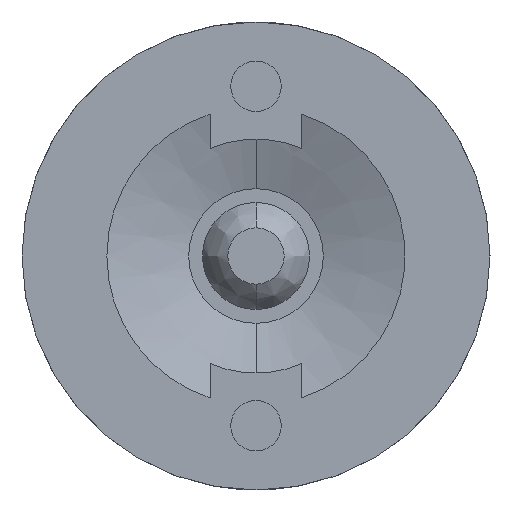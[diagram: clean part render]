
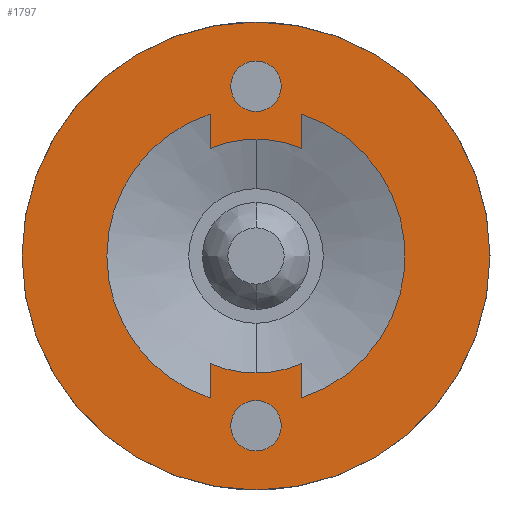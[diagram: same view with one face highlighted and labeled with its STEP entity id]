
A CAD part, front view. The second image highlights one B-rep face of the part: STEP entity #1797.
In plain terms, the highlighted planar face has unit normal (0, -1, 0).
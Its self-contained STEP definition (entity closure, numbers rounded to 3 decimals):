
#29 = CARTESIAN_POINT ( 'NONE',  ( 0., -95., -25.5 ) ) ;
#30 = CARTESIAN_POINT ( 'NONE',  ( 0., -95., 37. ) ) ;
#39 = EDGE_CURVE ( 'NONE', #1841, #909, #837, .T. ) ;
#42 = CARTESIAN_POINT ( 'NONE',  ( 0., -95., -37. ) ) ;
#44 = CIRCLE ( 'NONE', #211, 51. ) ;
#49 = VERTEX_POINT ( 'NONE', #95 ) ;
#94 = DIRECTION ( 'NONE',  ( 0., 0., 1. ) ) ;
#95 = CARTESIAN_POINT ( 'NONE',  ( -10., -95., 23.457 ) ) ;
#132 = DIRECTION ( 'NONE',  ( 0., -1., 0. ) ) ;
#133 = DIRECTION ( 'NONE',  ( 0., -1., 0. ) ) ;
#158 = CIRCLE ( 'NONE', #2142, 51. ) ;
#163 = ORIENTED_EDGE ( 'NONE', *, *, #2196, .F. ) ;
#190 = DIRECTION ( 'NONE',  ( 0., -1., 0. ) ) ;
#199 = DIRECTION ( 'NONE',  ( 0., -1., 0. ) ) ;
#211 = AXIS2_PLACEMENT_3D ( 'NONE', #2160, #560, #2183 ) ;
#218 = CARTESIAN_POINT ( 'NONE',  ( 0., -95., 0. ) ) ;
#261 = AXIS2_PLACEMENT_3D ( 'NONE', #494, #279, #1905 ) ;
#279 = DIRECTION ( 'NONE',  ( 0., -1., 0. ) ) ;
#323 = DIRECTION ( 'NONE',  ( 0., 1., 0. ) ) ;
#324 = EDGE_LOOP ( 'NONE', ( #2407, #1719 ) ) ;
#349 = VERTEX_POINT ( 'NONE', #29 ) ;
#378 = EDGE_CURVE ( 'NONE', #909, #1930, #2422, .T. ) ;
#392 = DIRECTION ( 'NONE',  ( 0., 0., -1. ) ) ;
#413 = DIRECTION ( 'NONE',  ( -1., 0., 0. ) ) ;
#425 = ORIENTED_EDGE ( 'NONE', *, *, #2438, .F. ) ;
#450 = VERTEX_POINT ( 'NONE', #874 ) ;
#486 = EDGE_CURVE ( 'NONE', #2367, #731, #2012, .T. ) ;
#494 = CARTESIAN_POINT ( 'NONE',  ( 0., -95., 0. ) ) ;
#530 = ORIENTED_EDGE ( 'NONE', *, *, #2587, .F. ) ;
#560 = DIRECTION ( 'NONE',  ( 0., -1., 0. ) ) ;
#579 = FACE_BOUND ( 'NONE', #716, .T. ) ;
#595 = EDGE_CURVE ( 'NONE', #2490, #2367, #2139, .T. ) ;
#606 = CARTESIAN_POINT ( 'NONE',  ( 0., -95., 0. ) ) ;
#642 = DIRECTION ( 'NONE',  ( 0., 0., 1. ) ) ;
#709 = CARTESIAN_POINT ( 'NONE',  ( 0., -95., -42.5 ) ) ;
#716 = EDGE_LOOP ( 'NONE', ( #999, #1682 ) ) ;
#722 = PLANE ( 'NONE',  #2320 ) ;
#731 = VERTEX_POINT ( 'NONE', #2261 ) ;
#774 = FACE_OUTER_BOUND ( 'NONE', #1825, .T. ) ;
#776 = CARTESIAN_POINT ( 'NONE',  ( 10., -95., 0. ) ) ;
#788 = LINE ( 'NONE', #776, #1313 ) ;
#808 = DIRECTION ( 'NONE',  ( 0., -1., 0. ) ) ;
#834 = DIRECTION ( 'NONE',  ( 0., 0., -1. ) ) ;
#837 = CIRCLE ( 'NONE', #1852, 32.5 ) ;
#874 = CARTESIAN_POINT ( 'NONE',  ( 51., -95., 0. ) ) ;
#894 = EDGE_CURVE ( 'NONE', #1834, #450, #158, .T. ) ;
#906 = EDGE_CURVE ( 'NONE', #49, #2490, #1069, .T. ) ;
#909 = VERTEX_POINT ( 'NONE', #2023 ) ;
#926 = CARTESIAN_POINT ( 'NONE',  ( 53.084, -95., 53.04 ) ) ;
#950 = FACE_BOUND ( 'NONE', #1916, .T. ) ;
#977 = DIRECTION ( 'NONE',  ( 0., -1., 0. ) ) ;
#999 = ORIENTED_EDGE ( 'NONE', *, *, #1016, .F. ) ;
#1016 = EDGE_CURVE ( 'NONE', #2031, #2050, #2018, .T. ) ;
#1047 = AXIS2_PLACEMENT_3D ( 'NONE', #1474, #1277, #1654 ) ;
#1050 = LINE ( 'NONE', #2446, #1444 ) ;
#1053 = DIRECTION ( 'NONE',  ( 0., 0., -1. ) ) ;
#1069 = LINE ( 'NONE', #2450, #2313 ) ;
#1089 = CIRCLE ( 'NONE', #1975, 5.5 ) ;
#1097 = CARTESIAN_POINT ( 'NONE',  ( 0., -95., 0. ) ) ;
#1107 = DIRECTION ( 'NONE',  ( -1., 0., 0. ) ) ;
#1141 = DIRECTION ( 'NONE',  ( 0., 0., -1. ) ) ;
#1184 = EDGE_CURVE ( 'NONE', #450, #1834, #44, .T. ) ;
#1192 = CIRCLE ( 'NONE', #2291, 25.5 ) ;
#1195 = CARTESIAN_POINT ( 'NONE',  ( 0., -95., 0. ) ) ;
#1196 = ORIENTED_EDGE ( 'NONE', *, *, #378, .F. ) ;
#1204 = DIRECTION ( 'NONE',  ( -1., 0., 0. ) ) ;
#1218 = ORIENTED_EDGE ( 'NONE', *, *, #1773, .F. ) ;
#1277 = DIRECTION ( 'NONE',  ( 0., -1., 0. ) ) ;
#1284 = EDGE_CURVE ( 'NONE', #2050, #2031, #1089, .T. ) ;
#1288 = EDGE_CURVE ( 'NONE', #2239, #1727, #1854, .T. ) ;
#1313 = VECTOR ( 'NONE', #392, 1000. ) ;
#1352 = CARTESIAN_POINT ( 'NONE',  ( -51., -95., 0. ) ) ;
#1366 = FACE_BOUND ( 'NONE', #324, .T. ) ;
#1380 = EDGE_CURVE ( 'NONE', #1727, #2239, #2184, .T. ) ;
#1405 = CARTESIAN_POINT ( 'NONE',  ( 0., -95., 0. ) ) ;
#1422 = ORIENTED_EDGE ( 'NONE', *, *, #1184, .T. ) ;
#1433 = DIRECTION ( 'NONE',  ( 0., 0., 1. ) ) ;
#1444 = VECTOR ( 'NONE', #1676, 1000. ) ;
#1471 = CARTESIAN_POINT ( 'NONE',  ( -10., -95., -23.457 ) ) ;
#1474 = CARTESIAN_POINT ( 'NONE',  ( 0., -95., 37. ) ) ;
#1488 = CARTESIAN_POINT ( 'NONE',  ( 0., -95., 0. ) ) ;
#1502 = DIRECTION ( 'NONE',  ( -1., 0., 0. ) ) ;
#1586 = ORIENTED_EDGE ( 'NONE', *, *, #486, .F. ) ;
#1626 = ORIENTED_EDGE ( 'NONE', *, *, #2005, .F. ) ;
#1654 = DIRECTION ( 'NONE',  ( 0., 0., -1. ) ) ;
#1667 = ORIENTED_EDGE ( 'NONE', *, *, #39, .F. ) ;
#1676 = DIRECTION ( 'NONE',  ( 0., 0., 1. ) ) ;
#1682 = ORIENTED_EDGE ( 'NONE', *, *, #1284, .F. ) ;
#1703 = DIRECTION ( 'NONE',  ( 0., -1., 0. ) ) ;
#1711 = CARTESIAN_POINT ( 'NONE',  ( -32.5, -95., 0. ) ) ;
#1719 = ORIENTED_EDGE ( 'NONE', *, *, #1380, .F. ) ;
#1727 = VERTEX_POINT ( 'NONE', #709 ) ;
#1766 = CARTESIAN_POINT ( 'NONE',  ( 10., -95., -30.923 ) ) ;
#1769 = AXIS2_PLACEMENT_3D ( 'NONE', #606, #977, #1965 ) ;
#1773 = EDGE_CURVE ( 'NONE', #2181, #349, #1936, .T. ) ;
#1797 = ADVANCED_FACE ( 'NONE', ( #579, #1366, #950, #774 ), #722, .F. ) ;
#1800 = DIRECTION ( 'NONE',  ( 0., 0., -1. ) ) ;
#1825 = EDGE_LOOP ( 'NONE', ( #2554, #1422 ) ) ;
#1834 = VERTEX_POINT ( 'NONE', #1352 ) ;
#1841 = VERTEX_POINT ( 'NONE', #1766 ) ;
#1846 = AXIS2_PLACEMENT_3D ( 'NONE', #1488, #133, #1502 ) ;
#1852 = AXIS2_PLACEMENT_3D ( 'NONE', #218, #808, #413 ) ;
#1854 = CIRCLE ( 'NONE', #2395, 5.5 ) ;
#1874 = CARTESIAN_POINT ( 'NONE',  ( 0., -95., -31.5 ) ) ;
#1898 = CARTESIAN_POINT ( 'NONE',  ( 0., -95., -37. ) ) ;
#1905 = DIRECTION ( 'NONE',  ( 0., 0., -1. ) ) ;
#1916 = EDGE_LOOP ( 'NONE', ( #530, #1196, #1667, #425, #1626, #1218, #163, #1586, #1997, #2312 ) ) ;
#1930 = VERTEX_POINT ( 'NONE', #2579 ) ;
#1936 = CIRCLE ( 'NONE', #261, 25.5 ) ;
#1961 = CARTESIAN_POINT ( 'NONE',  ( 0., -95., 31.5 ) ) ;
#1965 = DIRECTION ( 'NONE',  ( -1., 0., 0. ) ) ;
#1966 = VECTOR ( 'NONE', #1053, 1000. ) ;
#1975 = AXIS2_PLACEMENT_3D ( 'NONE', #30, #2059, #834 ) ;
#1997 = ORIENTED_EDGE ( 'NONE', *, *, #595, .F. ) ;
#2005 = EDGE_CURVE ( 'NONE', #349, #2461, #2027, .T. ) ;
#2011 = CARTESIAN_POINT ( 'NONE',  ( 10., -95., -23.457 ) ) ;
#2012 = CIRCLE ( 'NONE', #1846, 32.5 ) ;
#2018 = CIRCLE ( 'NONE', #1047, 5.5 ) ;
#2019 = DIRECTION ( 'NONE',  ( 0., -1., 0. ) ) ;
#2023 = CARTESIAN_POINT ( 'NONE',  ( 10., -95., 30.923 ) ) ;
#2027 = CIRCLE ( 'NONE', #2559, 25.5 ) ;
#2031 = VERTEX_POINT ( 'NONE', #1961 ) ;
#2050 = VERTEX_POINT ( 'NONE', #2363 ) ;
#2059 = DIRECTION ( 'NONE',  ( 0., -1., 0. ) ) ;
#2139 = CIRCLE ( 'NONE', #1769, 32.5 ) ;
#2142 = AXIS2_PLACEMENT_3D ( 'NONE', #1405, #199, #1204 ) ;
#2160 = CARTESIAN_POINT ( 'NONE',  ( 0., -95., 0. ) ) ;
#2181 = VERTEX_POINT ( 'NONE', #1471 ) ;
#2183 = DIRECTION ( 'NONE',  ( -1., 0., 0. ) ) ;
#2184 = CIRCLE ( 'NONE', #2276, 5.5 ) ;
#2196 = EDGE_CURVE ( 'NONE', #731, #2181, #1050, .T. ) ;
#2239 = VERTEX_POINT ( 'NONE', #1874 ) ;
#2255 = CARTESIAN_POINT ( 'NONE',  ( 10., -95., 0. ) ) ;
#2261 = CARTESIAN_POINT ( 'NONE',  ( -10., -95., -30.923 ) ) ;
#2276 = AXIS2_PLACEMENT_3D ( 'NONE', #1898, #1703, #94 ) ;
#2291 = AXIS2_PLACEMENT_3D ( 'NONE', #1097, #132, #1107 ) ;
#2312 = ORIENTED_EDGE ( 'NONE', *, *, #906, .F. ) ;
#2313 = VECTOR ( 'NONE', #1433, 1000. ) ;
#2320 = AXIS2_PLACEMENT_3D ( 'NONE', #926, #323, #1141 ) ;
#2363 = CARTESIAN_POINT ( 'NONE',  ( 0., -95., 42.5 ) ) ;
#2367 = VERTEX_POINT ( 'NONE', #1711 ) ;
#2380 = CARTESIAN_POINT ( 'NONE',  ( -10., -95., 30.923 ) ) ;
#2395 = AXIS2_PLACEMENT_3D ( 'NONE', #42, #2019, #642 ) ;
#2407 = ORIENTED_EDGE ( 'NONE', *, *, #1288, .F. ) ;
#2422 = LINE ( 'NONE', #2255, #1966 ) ;
#2438 = EDGE_CURVE ( 'NONE', #2461, #1841, #788, .T. ) ;
#2446 = CARTESIAN_POINT ( 'NONE',  ( -10., -95., 0. ) ) ;
#2450 = CARTESIAN_POINT ( 'NONE',  ( -10., -95., 0. ) ) ;
#2461 = VERTEX_POINT ( 'NONE', #2011 ) ;
#2490 = VERTEX_POINT ( 'NONE', #2380 ) ;
#2554 = ORIENTED_EDGE ( 'NONE', *, *, #894, .T. ) ;
#2559 = AXIS2_PLACEMENT_3D ( 'NONE', #1195, #190, #1800 ) ;
#2579 = CARTESIAN_POINT ( 'NONE',  ( 10., -95., 23.457 ) ) ;
#2587 = EDGE_CURVE ( 'NONE', #1930, #49, #1192, .T. ) ;
